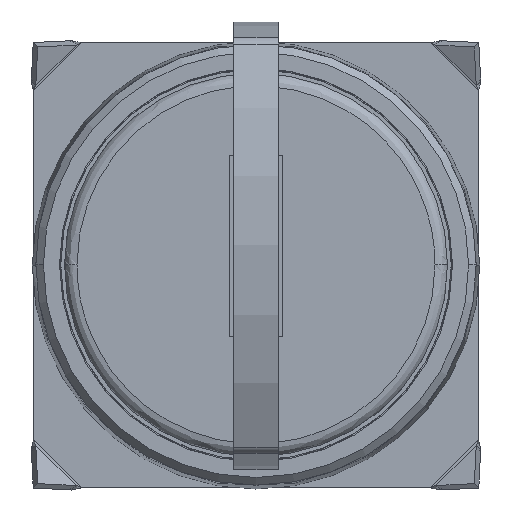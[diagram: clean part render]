
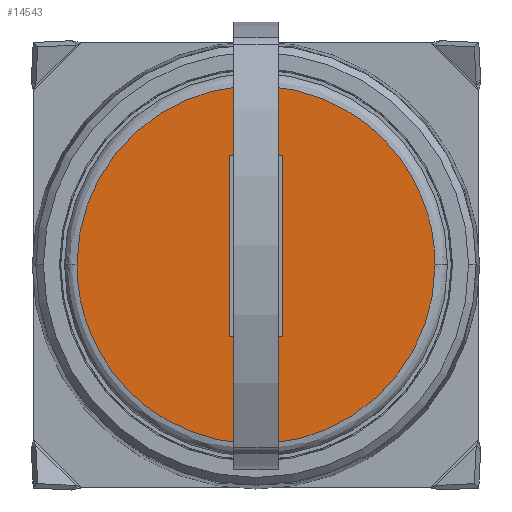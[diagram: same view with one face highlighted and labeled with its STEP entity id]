
A CAD part, top view. The second image highlights one B-rep face of the part: STEP entity #14543.
In plain terms, the highlighted planar face has unit normal (0, 0, 1).
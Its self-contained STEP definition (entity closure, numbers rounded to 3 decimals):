
#1 = DIRECTION ( 'NONE',  ( -1., 0., 0. ) ) ;
#271 = CARTESIAN_POINT ( 'NONE',  ( 0., -2.9, 11.7 ) ) ;
#304 = ORIENTED_EDGE ( 'NONE', *, *, #2995, .T. ) ;
#1110 = CARTESIAN_POINT ( 'NONE',  ( -7.2, 0., 11.7 ) ) ;
#1313 = PLANE ( 'NONE',  #12618 ) ;
#1349 = CARTESIAN_POINT ( 'NONE',  ( 1.05, -2.9, 11.7 ) ) ;
#1451 = CARTESIAN_POINT ( 'NONE',  ( 7.2, 0., 11.7 ) ) ;
#1485 = VECTOR ( 'NONE', #5594, 1000. ) ;
#1649 = CARTESIAN_POINT ( 'NONE',  ( 0., 4.4, 11.7 ) ) ;
#2303 = ORIENTED_EDGE ( 'NONE', *, *, #13714, .F. ) ;
#2650 = DIRECTION ( 'NONE',  ( 0., 1., 0. ) ) ;
#2995 = EDGE_CURVE ( 'NONE', #6765, #3558, #12229, .T. ) ;
#3201 = CARTESIAN_POINT ( 'NONE',  ( -1.05, 0.75, 11.7 ) ) ;
#3558 = VERTEX_POINT ( 'NONE', #9046 ) ;
#3628 = CARTESIAN_POINT ( 'NONE',  ( -7.2, -14.4, 11.7 ) ) ;
#3805 = ORIENTED_EDGE ( 'NONE', *, *, #13080, .F. ) ;
#4032 = CARTESIAN_POINT ( 'NONE',  ( -7.2, 0., 11.7 ) ) ;
#4076 = VERTEX_POINT ( 'NONE', #4032 ) ;
#4402 = CARTESIAN_POINT ( 'NONE',  ( -1.05, 4.4, 11.7 ) ) ;
#4789 = CARTESIAN_POINT ( 'NONE',  ( 1.05, 4.4, 11.7 ) ) ;
#5275 = VERTEX_POINT ( 'NONE', #4789 ) ;
#5477 =( BOUNDED_CURVE ( )  B_SPLINE_CURVE ( 3, ( #10270, #15532, #3628, #8967 ),
 .UNSPECIFIED., .F., .T. ) 
 B_SPLINE_CURVE_WITH_KNOTS ( ( 4, 4 ),
 ( 0., 1. ),
 .UNSPECIFIED. ) 
 CURVE ( )  GEOMETRIC_REPRESENTATION_ITEM ( )  RATIONAL_B_SPLINE_CURVE ( ( 0.957, 0.319, 0.319, 0.957 ) ) 
 REPRESENTATION_ITEM ( '' )  );
#5594 = DIRECTION ( 'NONE',  ( -1., 0., 0. ) ) ;
#6460 = CARTESIAN_POINT ( 'NONE',  ( -7.2, 14.4, 11.7 ) ) ;
#6653 = CARTESIAN_POINT ( 'NONE',  ( 7.286, -7.286, 11.7 ) ) ;
#6765 = VERTEX_POINT ( 'NONE', #1349 ) ;
#6987 = DIRECTION ( 'NONE',  ( -1., 0., 0. ) ) ;
#7973 = FACE_BOUND ( 'NONE', #16599, .T. ) ;
#7991 = VECTOR ( 'NONE', #2650, 1000. ) ;
#8022 = VERTEX_POINT ( 'NONE', #4402 ) ;
#8547 = DIRECTION ( 'NONE',  ( 0., 1., 0. ) ) ;
#8967 = CARTESIAN_POINT ( 'NONE',  ( -7.2, 0., 11.7 ) ) ;
#9046 = CARTESIAN_POINT ( 'NONE',  ( -1.05, -2.9, 11.7 ) ) ;
#9310 = LINE ( 'NONE', #14597, #7991 ) ;
#9560 = VECTOR ( 'NONE', #6987, 1000. ) ;
#10270 = CARTESIAN_POINT ( 'NONE',  ( 7.2, 0., 11.7 ) ) ;
#10800 = ORIENTED_EDGE ( 'NONE', *, *, #16351, .F. ) ;
#10968 = ORIENTED_EDGE ( 'NONE', *, *, #13614, .T. ) ;
#11571 =( BOUNDED_CURVE ( )  B_SPLINE_CURVE ( 3, ( #1110, #6460, #11775, #17021 ),
 .UNSPECIFIED., .F., .T. ) 
 B_SPLINE_CURVE_WITH_KNOTS ( ( 4, 4 ),
 ( 0., 1. ),
 .UNSPECIFIED. ) 
 CURVE ( )  GEOMETRIC_REPRESENTATION_ITEM ( )  RATIONAL_B_SPLINE_CURVE ( ( 0.957, 0.319, 0.319, 0.957 ) ) 
 REPRESENTATION_ITEM ( '' )  );
#11775 = CARTESIAN_POINT ( 'NONE',  ( 7.2, 14.4, 11.7 ) ) ;
#11966 = DIRECTION ( 'NONE',  ( 0., 0., -1. ) ) ;
#12229 = LINE ( 'NONE', #271, #1485 ) ;
#12265 = EDGE_LOOP ( 'NONE', ( #15977, #2303 ) ) ;
#12618 = AXIS2_PLACEMENT_3D ( 'NONE', #6653, #11966, #1 ) ;
#13080 = EDGE_CURVE ( 'NONE', #5275, #8022, #13598, .T. ) ;
#13259 = FACE_OUTER_BOUND ( 'NONE', #12265, .T. ) ;
#13598 = LINE ( 'NONE', #1649, #9560 ) ;
#13614 = EDGE_CURVE ( 'NONE', #3558, #8022, #15120, .T. ) ;
#13714 = EDGE_CURVE ( 'NONE', #17001, #4076, #5477, .T. ) ;
#14198 = EDGE_CURVE ( 'NONE', #4076, #17001, #11571, .T. ) ;
#14543 = ADVANCED_FACE ( 'NONE', ( #7973, #13259 ), #1313, .F. ) ;
#14597 = CARTESIAN_POINT ( 'NONE',  ( 1.05, 0.75, 11.7 ) ) ;
#15120 = LINE ( 'NONE', #3201, #16959 ) ;
#15532 = CARTESIAN_POINT ( 'NONE',  ( 7.2, -14.4, 11.7 ) ) ;
#15977 = ORIENTED_EDGE ( 'NONE', *, *, #14198, .F. ) ;
#16351 = EDGE_CURVE ( 'NONE', #6765, #5275, #9310, .T. ) ;
#16599 = EDGE_LOOP ( 'NONE', ( #304, #10968, #3805, #10800 ) ) ;
#16959 = VECTOR ( 'NONE', #8547, 1000. ) ;
#17001 = VERTEX_POINT ( 'NONE', #1451 ) ;
#17021 = CARTESIAN_POINT ( 'NONE',  ( 7.2, 0., 11.7 ) ) ;
